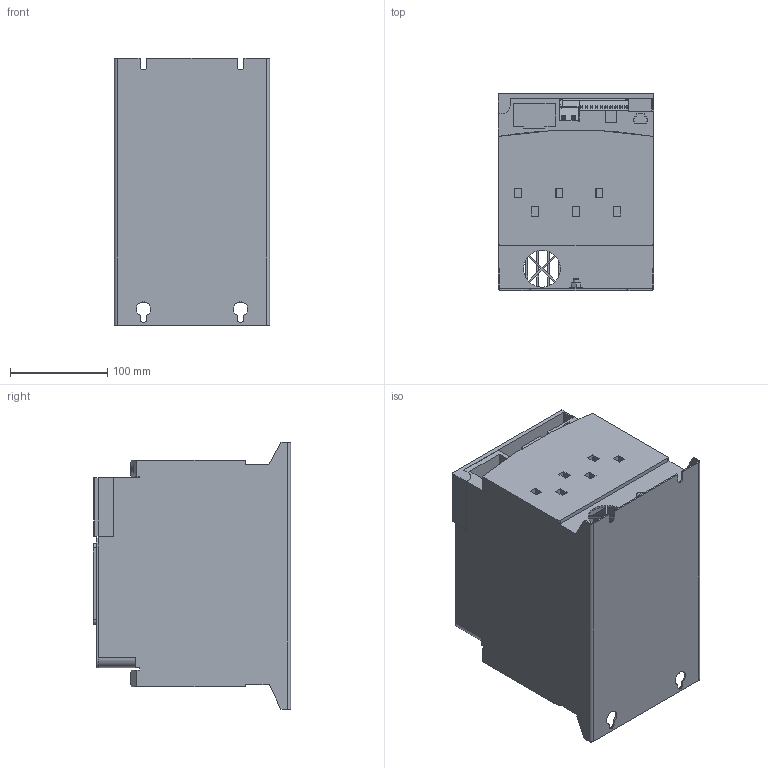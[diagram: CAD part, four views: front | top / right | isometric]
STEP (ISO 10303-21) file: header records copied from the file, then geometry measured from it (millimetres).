
FILE_DESCRIPTION((''),'2;1');
FILE_NAME('ATS48_SA_SIMP_REP_ASM','2021-08-06T09:46:30',('SESA600390'),('Schneider-Electric'),'CREO PARAMETRIC BY PTC INC, 2019471','CREO PARAMETRIC BY PTC INC, 2019471','');
FILE_SCHEMA(('AP242_MANAGED_MODEL_BASED_3D_ENGINEERING_MIM_LF { 1 0 10303 442 1 1 4 }'));
Products named in the file (4): PRT0002; PRT0003; PRT0004; ATS48_SA_SIMP_REP_ASM
Assembly tree (3 placements, depth 2):
  ATS48_SA_SIMP_REP_ASM
    PRT0002
    PRT0003
    PRT0004
Bounding box: 160 x 203.1 x 275.5 mm (x, y, z)
Volume: 2088444.3 mm3; surface area: 491705 mm2
Topology: 3 solids, 3 shells, 941 faces, 2625 edges, 1713 vertices
Faces by surface type: plane 622, cylinder 215, extrusion 100, cone 4
Entity records: 114612 total; most frequent: CARTESIAN_POINT 87692, ORIENTED_EDGE 5242, DIRECTION 4805, EDGE_CURVE 2621, VECTOR 1999, LINE 1899, VERTEX_POINT 1705, AXIS2_PLACEMENT_3D 1403
